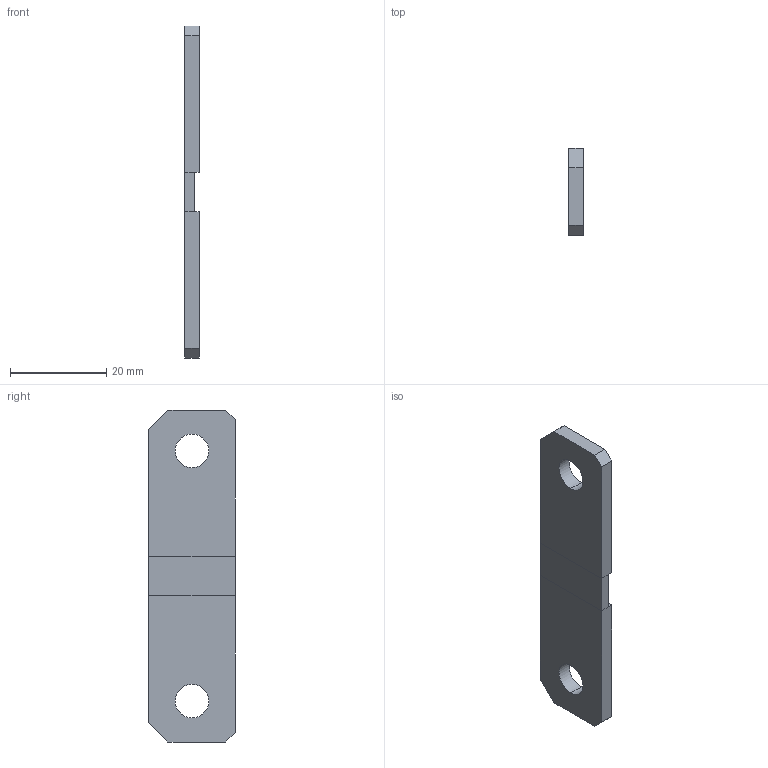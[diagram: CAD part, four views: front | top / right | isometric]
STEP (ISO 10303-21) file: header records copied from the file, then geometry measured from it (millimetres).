
FILE_DESCRIPTION (( 'STEP AP203' ), '1' );
FILE_NAME ('ARCS6918FL100S9.STEP', '2021-06-08T08:49:29', ( '' ), ( '' ), 'SwSTEP 2.0', 'SolidWorks 2020', '' );
FILE_SCHEMA (( 'CONFIG_CONTROL_DESIGN' ));
Length unit declared in the file: millimetre
Products named in the file (1): ARCS6918FL100S9
Bounding box: 3 x 18 x 69 mm (x, y, z)
Volume: 3287.5 mm3; surface area: 2942.5 mm2
Topology: 1 solids, 1 shells, 24 faces, 58 edges, 36 vertices
Faces by surface type: plane 20, cylinder 4
Entity records: 771 total; most frequent: CARTESIAN_POINT 119, ORIENTED_EDGE 116, DIRECTION 116, EDGE_CURVE 58, LINE 50, VECTOR 50, VERTEX_POINT 36, AXIS2_PLACEMENT_3D 33
